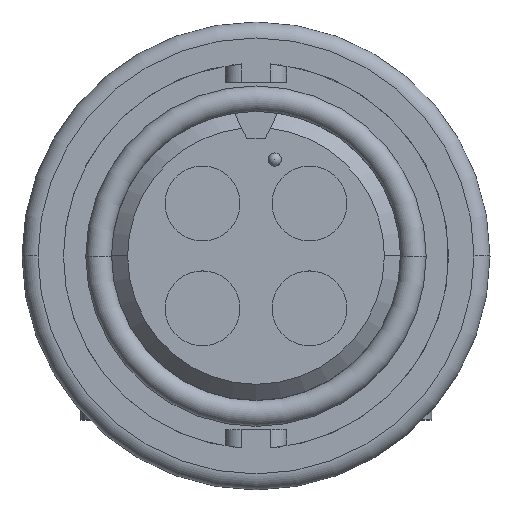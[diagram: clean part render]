
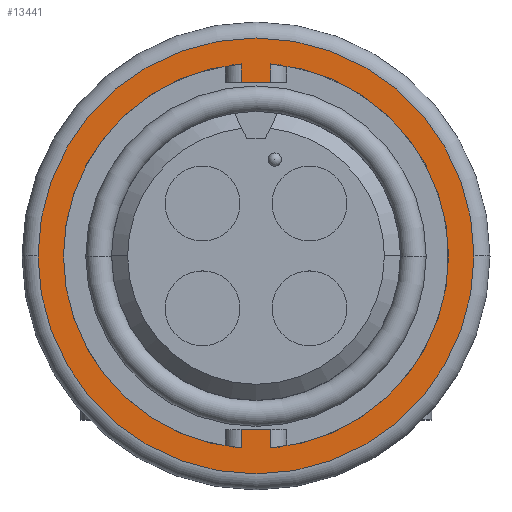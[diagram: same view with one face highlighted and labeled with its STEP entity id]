
A CAD part, top view. The second image highlights one B-rep face of the part: STEP entity #13441.
In plain terms, the highlighted planar face has unit normal (0, 0, 1).
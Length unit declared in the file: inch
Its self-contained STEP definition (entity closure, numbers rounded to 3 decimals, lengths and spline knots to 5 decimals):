
#65 = CIRCLE ( 'NONE', #11213, 0.4075 ) ;
#360 = CIRCLE ( 'NONE', #10331, 0.36 ) ;
#375 = EDGE_CURVE ( 'NONE', #10046, #17102, #14825, .T. ) ;
#694 = CARTESIAN_POINT ( 'NONE',  ( -0.0275, -0.375, -0.06 ) ) ;
#854 = DIRECTION ( 'NONE',  ( -1., 0., 0. ) ) ;
#893 = DIRECTION ( 'NONE',  ( 0., 0., 1. ) ) ;
#926 = ORIENTED_EDGE ( 'NONE', *, *, #5710, .T. ) ;
#1181 = CARTESIAN_POINT ( 'NONE',  ( 0., 0., -0.06 ) ) ;
#1319 = LINE ( 'NONE', #17461, #5052 ) ;
#1731 = EDGE_LOOP ( 'NONE', ( #14681, #8506, #5303, #13978, #6598, #13650, #926, #14028, #11320 ) ) ;
#1965 = LINE ( 'NONE', #5005, #12711 ) ;
#1987 = VERTEX_POINT ( 'NONE', #3697 ) ;
#2020 = ORIENTED_EDGE ( 'NONE', *, *, #6243, .T. ) ;
#2201 = VERTEX_POINT ( 'NONE', #4187 ) ;
#2576 = CARTESIAN_POINT ( 'NONE',  ( 0., 0., -0.06 ) ) ;
#2582 = DIRECTION ( 'NONE',  ( -1., 0., 0. ) ) ;
#2729 = CARTESIAN_POINT ( 'NONE',  ( -0.0275, 0.325, -0.06 ) ) ;
#3049 = CARTESIAN_POINT ( 'NONE',  ( 0.0275, -0.35895, -0.06 ) ) ;
#3377 = AXIS2_PLACEMENT_3D ( 'NONE', #9279, #893, #10675 ) ;
#3564 = CARTESIAN_POINT ( 'NONE',  ( 0.0275, 0.35895, -0.06 ) ) ;
#3697 = CARTESIAN_POINT ( 'NONE',  ( -0.0275, 0.35895, -0.06 ) ) ;
#3998 = DIRECTION ( 'NONE',  ( -1., 0., 0. ) ) ;
#3999 = VECTOR ( 'NONE', #854, 39.37008 ) ;
#4116 = ORIENTED_EDGE ( 'NONE', *, *, #11177, .T. ) ;
#4187 = CARTESIAN_POINT ( 'NONE',  ( 0.0275, -0.325, -0.06 ) ) ;
#4932 = CARTESIAN_POINT ( 'NONE',  ( 0., 0., -0.06 ) ) ;
#5005 = CARTESIAN_POINT ( 'NONE',  ( 0.0275, -0.375, -0.06 ) ) ;
#5052 = VECTOR ( 'NONE', #10472, 39.37008 ) ;
#5303 = ORIENTED_EDGE ( 'NONE', *, *, #375, .T. ) ;
#5432 = VERTEX_POINT ( 'NONE', #16971 ) ;
#5710 = EDGE_CURVE ( 'NONE', #2201, #10567, #11007, .T. ) ;
#6181 = DIRECTION ( 'NONE',  ( 0., -1., 0. ) ) ;
#6243 = EDGE_CURVE ( 'NONE', #6829, #7424, #65, .T. ) ;
#6598 = ORIENTED_EDGE ( 'NONE', *, *, #13573, .F. ) ;
#6756 = CIRCLE ( 'NONE', #17772, 0.36 ) ;
#6829 = VERTEX_POINT ( 'NONE', #16848 ) ;
#7160 = AXIS2_PLACEMENT_3D ( 'NONE', #2576, #12384, #3998 ) ;
#7360 = EDGE_LOOP ( 'NONE', ( #2020, #4116 ) ) ;
#7424 = VERTEX_POINT ( 'NONE', #17243 ) ;
#7453 = CIRCLE ( 'NONE', #7160, 0.4075 ) ;
#7623 = FACE_BOUND ( 'NONE', #1731, .T. ) ;
#7629 = CARTESIAN_POINT ( 'NONE',  ( 0.0275, 0.325, -0.06 ) ) ;
#7757 = PLANE ( 'NONE',  #9056 ) ;
#7888 = EDGE_CURVE ( 'NONE', #1987, #10046, #1319, .T. ) ;
#7969 = DIRECTION ( 'NONE',  ( 0., 0., 1. ) ) ;
#8073 = DIRECTION ( 'NONE',  ( 0., 0., 1. ) ) ;
#8320 = EDGE_CURVE ( 'NONE', #15658, #2201, #1965, .T. ) ;
#8506 = ORIENTED_EDGE ( 'NONE', *, *, #7888, .T. ) ;
#9056 = AXIS2_PLACEMENT_3D ( 'NONE', #4932, #17560, #9161 ) ;
#9079 = DIRECTION ( 'NONE',  ( 0., 1., 0. ) ) ;
#9161 = DIRECTION ( 'NONE',  ( -1., 0., 0. ) ) ;
#9279 = CARTESIAN_POINT ( 'NONE',  ( 0., 0., -0.06 ) ) ;
#9368 = CARTESIAN_POINT ( 'NONE',  ( 0.0275, 0.375, -0.06 ) ) ;
#10046 = VERTEX_POINT ( 'NONE', #11085 ) ;
#10263 = EDGE_CURVE ( 'NONE', #17517, #17102, #15354, .T. ) ;
#10331 = AXIS2_PLACEMENT_3D ( 'NONE', #16361, #7969, #17764 ) ;
#10472 = DIRECTION ( 'NONE',  ( 0., -1., 0. ) ) ;
#10560 = VERTEX_POINT ( 'NONE', #13802 ) ;
#10567 = VERTEX_POINT ( 'NONE', #13869 ) ;
#10675 = DIRECTION ( 'NONE',  ( -1., 0., 0. ) ) ;
#10977 = DIRECTION ( 'NONE',  ( 0., 0., 1. ) ) ;
#11007 = LINE ( 'NONE', #17625, #3999 ) ;
#11066 = EDGE_CURVE ( 'NONE', #1987, #5432, #15779, .T. ) ;
#11085 = CARTESIAN_POINT ( 'NONE',  ( -0.0275, 0.325, -0.06 ) ) ;
#11125 = DIRECTION ( 'NONE',  ( 1., 0., 0. ) ) ;
#11177 = EDGE_CURVE ( 'NONE', #7424, #6829, #7453, .T. ) ;
#11213 = AXIS2_PLACEMENT_3D ( 'NONE', #1181, #10977, #2582 ) ;
#11320 = ORIENTED_EDGE ( 'NONE', *, *, #15842, .F. ) ;
#12384 = DIRECTION ( 'NONE',  ( 0., 0., 1. ) ) ;
#12670 = EDGE_CURVE ( 'NONE', #10560, #10567, #12880, .T. ) ;
#12711 = VECTOR ( 'NONE', #14792, 39.37008 ) ;
#12880 = LINE ( 'NONE', #694, #16631 ) ;
#13441 = ADVANCED_FACE ( 'NONE', ( #7623, #15071 ), #7757, .T. ) ;
#13490 = VECTOR ( 'NONE', #11125, 39.37008 ) ;
#13573 = EDGE_CURVE ( 'NONE', #15658, #17517, #6756, .T. ) ;
#13650 = ORIENTED_EDGE ( 'NONE', *, *, #8320, .T. ) ;
#13802 = CARTESIAN_POINT ( 'NONE',  ( -0.0275, -0.35895, -0.06 ) ) ;
#13869 = CARTESIAN_POINT ( 'NONE',  ( -0.0275, -0.325, -0.06 ) ) ;
#13978 = ORIENTED_EDGE ( 'NONE', *, *, #10263, .F. ) ;
#14028 = ORIENTED_EDGE ( 'NONE', *, *, #12670, .F. ) ;
#14681 = ORIENTED_EDGE ( 'NONE', *, *, #11066, .F. ) ;
#14792 = DIRECTION ( 'NONE',  ( 0., 1., 0. ) ) ;
#14825 = LINE ( 'NONE', #2729, #13490 ) ;
#14911 = VECTOR ( 'NONE', #6181, 39.37008 ) ;
#15071 = FACE_OUTER_BOUND ( 'NONE', #7360, .T. ) ;
#15354 = LINE ( 'NONE', #9368, #14911 ) ;
#15658 = VERTEX_POINT ( 'NONE', #3049 ) ;
#15779 = CIRCLE ( 'NONE', #3377, 0.36 ) ;
#15842 = EDGE_CURVE ( 'NONE', #5432, #10560, #360, .T. ) ;
#16361 = CARTESIAN_POINT ( 'NONE',  ( 0., 0., -0.06 ) ) ;
#16469 = CARTESIAN_POINT ( 'NONE',  ( 0., 0., -0.06 ) ) ;
#16631 = VECTOR ( 'NONE', #9079, 39.37008 ) ;
#16848 = CARTESIAN_POINT ( 'NONE',  ( -0.4075, 0., -0.06 ) ) ;
#16971 = CARTESIAN_POINT ( 'NONE',  ( -0.36, 0., -0.06 ) ) ;
#17102 = VERTEX_POINT ( 'NONE', #7629 ) ;
#17243 = CARTESIAN_POINT ( 'NONE',  ( 0.4075, 0., -0.06 ) ) ;
#17461 = CARTESIAN_POINT ( 'NONE',  ( -0.0275, 0.375, -0.06 ) ) ;
#17517 = VERTEX_POINT ( 'NONE', #3564 ) ;
#17560 = DIRECTION ( 'NONE',  ( 0., 0., 1. ) ) ;
#17625 = CARTESIAN_POINT ( 'NONE',  ( 0.0275, -0.325, -0.06 ) ) ;
#17764 = DIRECTION ( 'NONE',  ( -1., 0., 0. ) ) ;
#17772 = AXIS2_PLACEMENT_3D ( 'NONE', #16469, #8073, #17872 ) ;
#17872 = DIRECTION ( 'NONE',  ( -1., 0., 0. ) ) ;
